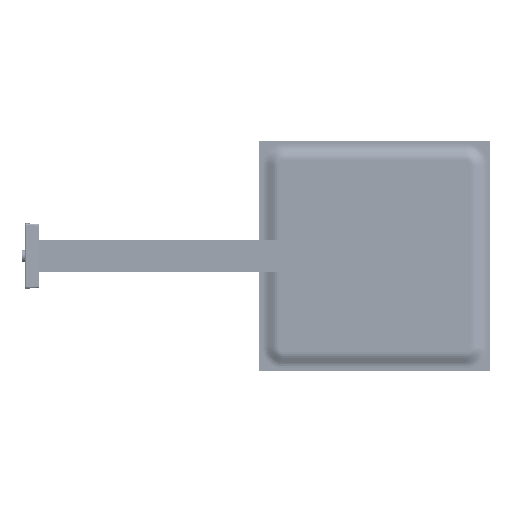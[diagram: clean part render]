
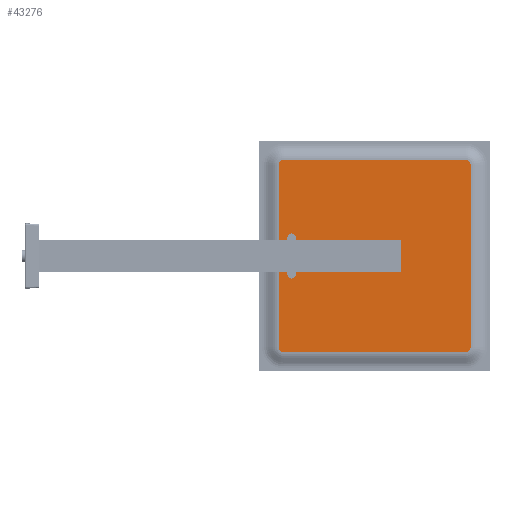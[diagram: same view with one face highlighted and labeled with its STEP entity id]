
A CAD part, left-side view. The second image highlights one B-rep face of the part: STEP entity #43276.
In plain terms, the highlighted planar face has unit normal (-1, 0, 0).
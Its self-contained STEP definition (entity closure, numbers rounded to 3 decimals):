
#3204 = EDGE_CURVE ( 'NONE', #59706, #40941, #74483, .T. ) ;
#3402 = EDGE_CURVE ( 'NONE', #45420, #88854, #38347, .T. ) ;
#6098 = ORIENTED_EDGE ( 'NONE', *, *, #3204, .T. ) ;
#8150 = CARTESIAN_POINT ( 'NONE',  ( 52.033, -378.436, -16.5 ) ) ;
#10732 = EDGE_CURVE ( 'NONE', #88854, #84748, #11884, .T. ) ;
#11483 = FACE_BOUND ( 'NONE', #62382, .T. ) ;
#11668 = AXIS2_PLACEMENT_3D ( 'NONE', #46606, #91971, #90819 ) ;
#11884 = CIRCLE ( 'NONE', #23031, 5.523 ) ;
#14099 = EDGE_CURVE ( 'NONE', #73083, #15687, #86944, .T. ) ;
#15687 = VERTEX_POINT ( 'NONE', #8150 ) ;
#20936 = DIRECTION ( 'NONE',  ( 0., 0., -1. ) ) ;
#21591 = DIRECTION ( 'NONE',  ( 0., 0., 1. ) ) ;
#21974 = AXIS2_PLACEMENT_3D ( 'NONE', #43381, #50911, #61348 ) ;
#23031 = AXIS2_PLACEMENT_3D ( 'NONE', #68714, #62832, #73319 ) ;
#23201 = ORIENTED_EDGE ( 'NONE', *, *, #23809, .T. ) ;
#23809 = EDGE_CURVE ( 'NONE', #84222, #45420, #102642, .T. ) ;
#26199 = EDGE_CURVE ( 'NONE', #110932, #59706, #52708, .T. ) ;
#27164 = CARTESIAN_POINT ( 'NONE',  ( 52.033, -482.459, 98.5 ) ) ;
#28260 = CARTESIAN_POINT ( 'NONE',  ( 52.033, -279.936, 104.023 ) ) ;
#29504 = DIRECTION ( 'NONE',  ( 0., 0., -1. ) ) ;
#30107 = CARTESIAN_POINT ( 'NONE',  ( 52.033, -378.436, 16.5 ) ) ;
#31833 = ORIENTED_EDGE ( 'NONE', *, *, #14099, .T. ) ;
#32212 = VECTOR ( 'NONE', #21591, 1000. ) ;
#32805 = DIRECTION ( 'NONE',  ( 0., -1., 0. ) ) ;
#38347 = LINE ( 'NONE', #108143, #110217 ) ;
#38657 = CARTESIAN_POINT ( 'NONE',  ( 52.033, -476.936, -98.5 ) ) ;
#40941 = VERTEX_POINT ( 'NONE', #27164 ) ;
#43022 = AXIS2_PLACEMENT_3D ( 'NONE', #46934, #82395, #29504 ) ;
#43276 = ADVANCED_FACE ( 'NONE', ( #91133, #11483 ), #56216, .T. ) ;
#43381 = CARTESIAN_POINT ( 'NONE',  ( 52.033, -378.436, 0. ) ) ;
#45420 = VERTEX_POINT ( 'NONE', #98481 ) ;
#46606 = CARTESIAN_POINT ( 'NONE',  ( 52.033, -279.936, 98.5 ) ) ;
#46934 = CARTESIAN_POINT ( 'NONE',  ( 52.033, -279.936, 98.5 ) ) ;
#47608 = DIRECTION ( 'NONE',  ( 0., 0., -1. ) ) ;
#48346 = DIRECTION ( 'NONE',  ( 0., 0., -1. ) ) ;
#50911 = DIRECTION ( 'NONE',  ( 1., 0., 0. ) ) ;
#51593 = EDGE_LOOP ( 'NONE', ( #80197, #81591, #106981, #6098, #102400, #52374, #23201, #101386 ) ) ;
#52374 = ORIENTED_EDGE ( 'NONE', *, *, #61794, .T. ) ;
#52708 = CIRCLE ( 'NONE', #56456, 5.523 ) ;
#53633 = LINE ( 'NONE', #54229, #74026 ) ;
#54229 = CARTESIAN_POINT ( 'NONE',  ( 52.033, -279.936, 104.023 ) ) ;
#56216 = PLANE ( 'NONE',  #43022 ) ;
#56456 = AXIS2_PLACEMENT_3D ( 'NONE', #38657, #67074, #82810 ) ;
#57476 = CARTESIAN_POINT ( 'NONE',  ( 52.033, -476.936, 98.5 ) ) ;
#59099 = VERTEX_POINT ( 'NONE', #103708 ) ;
#59706 = VERTEX_POINT ( 'NONE', #93097 ) ;
#61348 = DIRECTION ( 'NONE',  ( 0., 0., -1. ) ) ;
#61794 = EDGE_CURVE ( 'NONE', #59099, #84222, #53633, .T. ) ;
#62382 = EDGE_LOOP ( 'NONE', ( #109846, #31833 ) ) ;
#62832 = DIRECTION ( 'NONE',  ( -1., 0., 0. ) ) ;
#64636 = CIRCLE ( 'NONE', #81311, 16.5 ) ;
#67074 = DIRECTION ( 'NONE',  ( -1., 0., 0. ) ) ;
#68714 = CARTESIAN_POINT ( 'NONE',  ( 52.033, -279.936, -98.5 ) ) ;
#70827 = CARTESIAN_POINT ( 'NONE',  ( 52.033, -274.413, -98.5 ) ) ;
#73083 = VERTEX_POINT ( 'NONE', #30107 ) ;
#73319 = DIRECTION ( 'NONE',  ( 0., 0., -1. ) ) ;
#74026 = VECTOR ( 'NONE', #80404, 1000. ) ;
#74483 = LINE ( 'NONE', #101239, #32212 ) ;
#80197 = ORIENTED_EDGE ( 'NONE', *, *, #10732, .T. ) ;
#80404 = DIRECTION ( 'NONE',  ( 0., 1., 0. ) ) ;
#81311 = AXIS2_PLACEMENT_3D ( 'NONE', #94297, #83242, #48346 ) ;
#81591 = ORIENTED_EDGE ( 'NONE', *, *, #103565, .T. ) ;
#81787 = EDGE_CURVE ( 'NONE', #15687, #73083, #64636, .T. ) ;
#82395 = DIRECTION ( 'NONE',  ( -1., 0., 0. ) ) ;
#82810 = DIRECTION ( 'NONE',  ( 0., 0., -1. ) ) ;
#83242 = DIRECTION ( 'NONE',  ( 1., 0., 0. ) ) ;
#84222 = VERTEX_POINT ( 'NONE', #28260 ) ;
#84748 = VERTEX_POINT ( 'NONE', #94890 ) ;
#85668 = LINE ( 'NONE', #112469, #109288 ) ;
#86944 = CIRCLE ( 'NONE', #21974, 16.5 ) ;
#88854 = VERTEX_POINT ( 'NONE', #70827 ) ;
#90819 = DIRECTION ( 'NONE',  ( 0., 0., -1. ) ) ;
#91133 = FACE_OUTER_BOUND ( 'NONE', #51593, .T. ) ;
#91971 = DIRECTION ( 'NONE',  ( -1., 0., 0. ) ) ;
#93097 = CARTESIAN_POINT ( 'NONE',  ( 52.033, -482.459, -98.5 ) ) ;
#94297 = CARTESIAN_POINT ( 'NONE',  ( 52.033, -378.436, 0. ) ) ;
#94890 = CARTESIAN_POINT ( 'NONE',  ( 52.033, -279.936, -104.023 ) ) ;
#98481 = CARTESIAN_POINT ( 'NONE',  ( 52.033, -274.413, 98.5 ) ) ;
#99994 = DIRECTION ( 'NONE',  ( -1., 0., 0. ) ) ;
#101239 = CARTESIAN_POINT ( 'NONE',  ( 52.033, -482.459, 98.5 ) ) ;
#101386 = ORIENTED_EDGE ( 'NONE', *, *, #3402, .T. ) ;
#102400 = ORIENTED_EDGE ( 'NONE', *, *, #104842, .T. ) ;
#102642 = CIRCLE ( 'NONE', #11668, 5.523 ) ;
#103565 = EDGE_CURVE ( 'NONE', #84748, #110932, #85668, .T. ) ;
#103708 = CARTESIAN_POINT ( 'NONE',  ( 52.033, -476.936, 104.023 ) ) ;
#103908 = AXIS2_PLACEMENT_3D ( 'NONE', #57476, #99994, #20936 ) ;
#104842 = EDGE_CURVE ( 'NONE', #40941, #59099, #109461, .T. ) ;
#106981 = ORIENTED_EDGE ( 'NONE', *, *, #26199, .T. ) ;
#108143 = CARTESIAN_POINT ( 'NONE',  ( 52.033, -274.413, -98.5 ) ) ;
#109288 = VECTOR ( 'NONE', #32805, 1000. ) ;
#109461 = CIRCLE ( 'NONE', #103908, 5.523 ) ;
#109846 = ORIENTED_EDGE ( 'NONE', *, *, #81787, .T. ) ;
#110217 = VECTOR ( 'NONE', #47608, 1000. ) ;
#110932 = VERTEX_POINT ( 'NONE', #111926 ) ;
#111926 = CARTESIAN_POINT ( 'NONE',  ( 52.033, -476.936, -104.023 ) ) ;
#112469 = CARTESIAN_POINT ( 'NONE',  ( 52.033, -476.936, -104.023 ) ) ;
